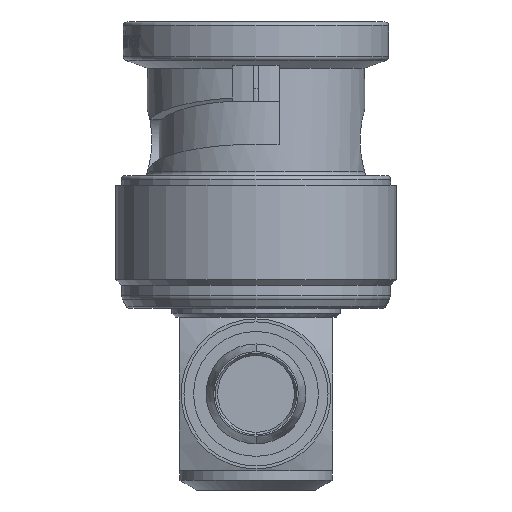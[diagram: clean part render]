
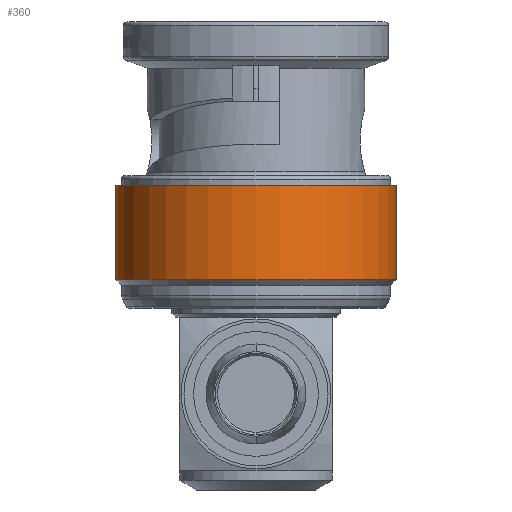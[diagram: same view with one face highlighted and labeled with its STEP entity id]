
A CAD part, front view. The second image highlights one B-rep face of the part: STEP entity #360.
In plain terms, the highlighted cylindrical face has radius 7.3 mm (diameter 14.6 mm), a partial arc.
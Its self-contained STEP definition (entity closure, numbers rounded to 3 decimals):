
#82 = EDGE_CURVE ( 'NONE', #16965, #13437, #5556, .T. ) ;
#332 = EDGE_CURVE ( 'NONE', #16965, #1115, #4466, .T. ) ;
#360 = ADVANCED_FACE ( 'NONE', ( #16803 ), #2389, .T. ) ;
#1115 = VERTEX_POINT ( 'NONE', #8064 ) ;
#1172 = EDGE_CURVE ( 'NONE', #13437, #17142, #12135, .T. ) ;
#1383 = CARTESIAN_POINT ( 'NONE',  ( -7.3, 0., -12.55 ) ) ;
#2389 = CYLINDRICAL_SURFACE ( 'NONE', #12084, 7.3 ) ;
#2546 = CARTESIAN_POINT ( 'NONE',  ( 0., 0., 2.634 ) ) ;
#2780 = VECTOR ( 'NONE', #3645, 1000. ) ;
#3347 = AXIS2_PLACEMENT_3D ( 'NONE', #10912, #12185, #16123 ) ;
#3374 = CARTESIAN_POINT ( 'NONE',  ( 7.3, 0., -12.55 ) ) ;
#3645 = DIRECTION ( 'NONE',  ( 0., 0., 1. ) ) ;
#3812 = DIRECTION ( 'NONE',  ( 0., 0., 1. ) ) ;
#3844 = CARTESIAN_POINT ( 'NONE',  ( 7.3, 0., 2.634 ) ) ;
#4466 = LINE ( 'NONE', #11839, #2780 ) ;
#5464 = DIRECTION ( 'NONE',  ( 0., 0., 1. ) ) ;
#5556 = CIRCLE ( 'NONE', #16687, 7.3 ) ;
#8064 = CARTESIAN_POINT ( 'NONE',  ( -7.3, 0., -7.65 ) ) ;
#9087 = ORIENTED_EDGE ( 'NONE', *, *, #9168, .F. ) ;
#9168 = EDGE_CURVE ( 'NONE', #1115, #17142, #13277, .T. ) ;
#9499 = DIRECTION ( 'NONE',  ( 1., 0., 0. ) ) ;
#10912 = CARTESIAN_POINT ( 'NONE',  ( 0., 0., -7.65 ) ) ;
#11839 = CARTESIAN_POINT ( 'NONE',  ( -7.3, 0., 2.634 ) ) ;
#12084 = AXIS2_PLACEMENT_3D ( 'NONE', #2546, #3812, #9499 ) ;
#12135 = LINE ( 'NONE', #3844, #16145 ) ;
#12185 = DIRECTION ( 'NONE',  ( 0., 0., 1. ) ) ;
#12402 = CARTESIAN_POINT ( 'NONE',  ( 0., 0., -12.55 ) ) ;
#13277 = CIRCLE ( 'NONE', #3347, 7.3 ) ;
#13362 = ORIENTED_EDGE ( 'NONE', *, *, #82, .T. ) ;
#13435 = DIRECTION ( 'NONE',  ( 0., 0., 1. ) ) ;
#13437 = VERTEX_POINT ( 'NONE', #3374 ) ;
#13792 = ORIENTED_EDGE ( 'NONE', *, *, #1172, .T. ) ;
#14499 = ORIENTED_EDGE ( 'NONE', *, *, #332, .F. ) ;
#15199 = CARTESIAN_POINT ( 'NONE',  ( 7.3, 0., -7.65 ) ) ;
#16123 = DIRECTION ( 'NONE',  ( 1., 0., 0. ) ) ;
#16145 = VECTOR ( 'NONE', #13435, 1000. ) ;
#16352 = DIRECTION ( 'NONE',  ( 1., 0., 0. ) ) ;
#16687 = AXIS2_PLACEMENT_3D ( 'NONE', #12402, #5464, #16352 ) ;
#16803 = FACE_OUTER_BOUND ( 'NONE', #17453, .T. ) ;
#16965 = VERTEX_POINT ( 'NONE', #1383 ) ;
#17142 = VERTEX_POINT ( 'NONE', #15199 ) ;
#17453 = EDGE_LOOP ( 'NONE', ( #14499, #13362, #13792, #9087 ) ) ;
